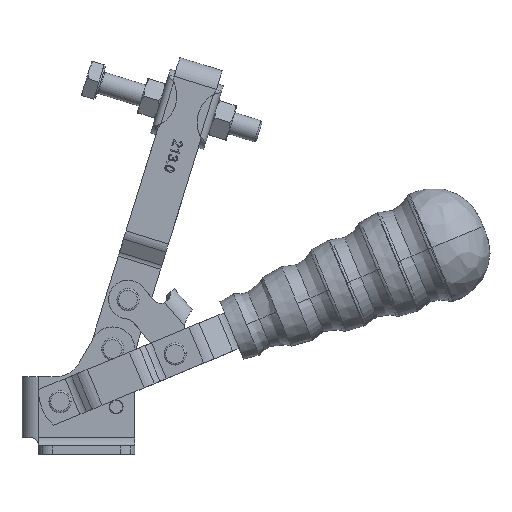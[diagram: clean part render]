
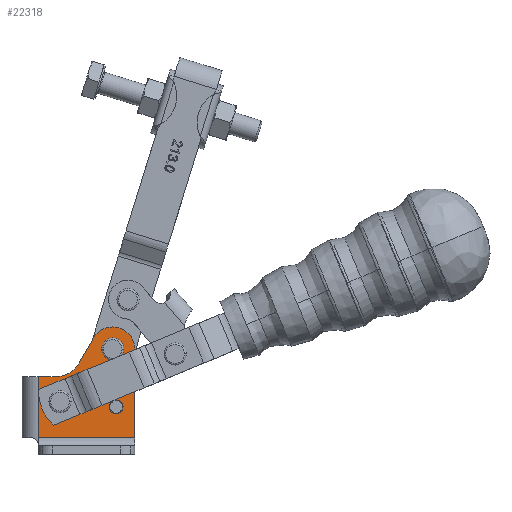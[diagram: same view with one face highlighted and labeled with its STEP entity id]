
A CAD part, top view. The second image highlights one B-rep face of the part: STEP entity #22318.
In plain terms, the highlighted planar face has unit normal (0, 0, 1).
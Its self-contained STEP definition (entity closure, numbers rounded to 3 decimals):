
#4138=CARTESIAN_POINT('',(-1.342,-3.849,3.));
#4139=VERTEX_POINT('',#4138);
#4148=CARTESIAN_POINT('',(2.319,-0.189,3.));
#4149=VERTEX_POINT('',#4148);
#4150=CARTESIAN_POINT('',(-6.342,4.811,3.));
#4151=DIRECTION('',(0.0,0.0,1.));
#4152=DIRECTION('',(0.5,-0.866,0.0));
#4153=AXIS2_PLACEMENT_3D('',#4150,#4151,#4152);
#4154=CIRCLE('',#4153,10.);
#4155=EDGE_CURVE('',#4139,#4149,#4154,.T.);
#5403=CARTESIAN_POINT('',(14.443,8.811,3.));
#5404=VERTEX_POINT('',#5403);
#5429=CARTESIAN_POINT('',(14.443,0.811,3.0));
#5430=VERTEX_POINT('',#5429);
#5437=CARTESIAN_POINT('',(14.443,4.811,3.));
#5438=DIRECTION('',(0.0,0.0,-1.0));
#5439=DIRECTION('',(0.0,1.0,0.0));
#5440=AXIS2_PLACEMENT_3D('',#5437,#5438,#5439);
#5441=CIRCLE('',#5440,4.);
#5442=EDGE_CURVE('',#5404,#5430,#5441,.T.);
#5768=CARTESIAN_POINT('',(13.208,-16.077,3.));
#5769=VERTEX_POINT('',#5768);
#5776=CARTESIAN_POINT('',(18.208,-16.077,3.));
#5777=VERTEX_POINT('',#5776);
#5778=CARTESIAN_POINT('',(15.708,-16.077,3.));
#5779=DIRECTION('',(0.0,0.0,-1.0));
#5780=DIRECTION('',(1.0,0.0,0.0));
#5781=AXIS2_PLACEMENT_3D('',#5778,#5779,#5780);
#5782=CIRCLE('',#5781,2.5);
#5783=EDGE_CURVE('',#5777,#5769,#5782,.T.);
#12681=CARTESIAN_POINT('',(15.708,-16.077,3.));
#12682=DIRECTION('',(0.0,0.0,-1.0));
#12683=DIRECTION('',(1.0,0.0,0.0));
#12684=AXIS2_PLACEMENT_3D('',#12681,#12682,#12683);
#12685=CIRCLE('',#12684,2.5);
#12686=EDGE_CURVE('',#5769,#5777,#12685,.T.);
#13252=CARTESIAN_POINT('',(14.443,4.811,3.));
#13253=DIRECTION('',(0.0,0.0,-1.0));
#13254=DIRECTION('',(0.0,1.0,0.0));
#13255=AXIS2_PLACEMENT_3D('',#13252,#13253,#13254);
#13256=CIRCLE('',#13255,4.);
#13257=EDGE_CURVE('',#5430,#5404,#13256,.T.);
#13450=CARTESIAN_POINT('',(-6.856,-22.718,3.));
#13451=VERTEX_POINT('',#13450);
#13452=CARTESIAN_POINT('',(-12.213,-9.783,3.));
#13453=VERTEX_POINT('',#13452);
#13454=CARTESIAN_POINT('',(3.758,-10.745,3.0));
#13455=DIRECTION('',(0.,0.,-1.));
#13456=DIRECTION('',(-0.998,0.06,0.));
#13457=AXIS2_PLACEMENT_3D('',#13454,#13455,#13456);
#13458=CIRCLE('',#13457,16.0);
#13459=EDGE_CURVE('',#13451,#13453,#13458,.T.);
#13753=CARTESIAN_POINT('',(2.608,-18.797,3.));
#13754=VERTEX_POINT('',#13753);
#13755=CARTESIAN_POINT('',(-2.749,-5.863,3.));
#13756=VERTEX_POINT('',#13755);
#13757=CARTESIAN_POINT('',(2.608,-18.797,3.));
#13758=DIRECTION('',(-0.383,0.924,0.));
#13759=VECTOR('',#13758,14.);
#13760=LINE('',#13757,#13759);
#13761=EDGE_CURVE('',#13754,#13756,#13760,.T.);
#19883=CARTESIAN_POINT('',(-6.342,-5.189,3.));
#19884=VERTEX_POINT('',#19883);
#19891=CARTESIAN_POINT('',(-6.342,4.811,3.));
#19892=DIRECTION('',(0.0,0.0,1.));
#19893=DIRECTION('',(0.5,-0.866,0.0));
#19894=AXIS2_PLACEMENT_3D('',#19891,#19892,#19893);
#19895=CIRCLE('',#19894,10.);
#19896=EDGE_CURVE('',#19884,#4139,#19895,.T.);
#19982=CARTESIAN_POINT('',(-12.307,-5.189,3.));
#19983=VERTEX_POINT('',#19982);
#19991=CARTESIAN_POINT('',(-6.342,-5.189,3.));
#19992=DIRECTION('',(-1.0,0.0,0.0));
#19993=VECTOR('',#19992,5.965);
#19994=LINE('',#19991,#19993);
#19995=EDGE_CURVE('',#19884,#19983,#19994,.T.);
#20085=CARTESIAN_POINT('',(7.515,8.811,3.));
#20086=VERTEX_POINT('',#20085);
#20087=CARTESIAN_POINT('',(7.515,8.811,3.));
#20088=DIRECTION('',(-0.5,-0.866,0.0));
#20089=VECTOR('',#20088,10.392);
#20090=LINE('',#20087,#20089);
#20091=EDGE_CURVE('',#20086,#4149,#20090,.T.);
#20771=CARTESIAN_POINT('',(-12.307,-27.189,3.));
#20772=VERTEX_POINT('',#20771);
#21034=CARTESIAN_POINT('',(22.443,-27.189,3.));
#21035=VERTEX_POINT('',#21034);
#21043=CARTESIAN_POINT('',(-12.307,-27.189,3.));
#21044=DIRECTION('',(1.0,0.0,0.0));
#21045=VECTOR('',#21044,34.75);
#21046=LINE('',#21043,#21045);
#21047=EDGE_CURVE('',#20772,#21035,#21046,.T.);
#22187=CARTESIAN_POINT('',(-12.307,-5.189,3.));
#22188=DIRECTION('',(0.0,-1.0,0.0));
#22189=VECTOR('',#22188,22.0);
#22190=LINE('',#22187,#22189);
#22191=EDGE_CURVE('',#19983,#20772,#22190,.T.);
#22204=CARTESIAN_POINT('',(22.443,4.811,3.));
#22205=VERTEX_POINT('',#22204);
#22206=CARTESIAN_POINT('',(14.443,4.811,3.));
#22207=DIRECTION('',(0.0,0.0,1.0));
#22208=DIRECTION('',(-1.0,0.0,0.0));
#22209=AXIS2_PLACEMENT_3D('',#22206,#22207,#22208);
#22210=CIRCLE('',#22209,8.0);
#22211=EDGE_CURVE('',#22205,#20086,#22210,.T.);
#22274=CARTESIAN_POINT('',(2.073,-8.689,3.));
#22275=DIRECTION('',(0.0,0.0,1.0));
#22276=DIRECTION('',(1.0,0.0,0.0));
#22277=AXIS2_PLACEMENT_3D('',#22274,#22275,#22276);
#22278=PLANE('',#22277);
#22279=ORIENTED_EDGE('',*,*,#21047,.T.);
#22280=CARTESIAN_POINT('',(22.443,4.811,3.));
#22281=DIRECTION('',(0.0,-1.0,0.0));
#22282=VECTOR('',#22281,32.0);
#22283=LINE('',#22280,#22282);
#22284=EDGE_CURVE('',#22205,#21035,#22283,.T.);
#22285=ORIENTED_EDGE('',*,*,#22284,.F.);
#22286=ORIENTED_EDGE('',*,*,#22211,.T.);
#22287=ORIENTED_EDGE('',*,*,#20091,.T.);
#22288=ORIENTED_EDGE('',*,*,#4155,.F.);
#22289=ORIENTED_EDGE('',*,*,#19896,.F.);
#22290=ORIENTED_EDGE('',*,*,#19995,.T.);
#22291=ORIENTED_EDGE('',*,*,#22191,.T.);
#22292=EDGE_LOOP('',(#22279,#22285,#22286,#22287,#22288,#22289,#22290,#22291));
#22293=FACE_OUTER_BOUND('',#22292,.T.);
#22294=ORIENTED_EDGE('',*,*,#5442,.T.);
#22295=ORIENTED_EDGE('',*,*,#13257,.T.);
#22296=EDGE_LOOP('',(#22294,#22295));
#22297=FACE_BOUND('',#22296,.T.);
#22298=CARTESIAN_POINT('',(2.608,-18.797,3.));
#22299=DIRECTION('',(-0.924,-0.383,0.));
#22300=VECTOR('',#22299,10.244);
#22301=LINE('',#22298,#22300);
#22302=EDGE_CURVE('',#13754,#13451,#22301,.T.);
#22303=ORIENTED_EDGE('',*,*,#22302,.T.);
#22304=ORIENTED_EDGE('',*,*,#13459,.T.);
#22305=CARTESIAN_POINT('',(-12.213,-9.783,3.));
#22306=DIRECTION('',(0.924,0.383,0.));
#22307=VECTOR('',#22306,10.244);
#22308=LINE('',#22305,#22307);
#22309=EDGE_CURVE('',#13453,#13756,#22308,.T.);
#22310=ORIENTED_EDGE('',*,*,#22309,.T.);
#22311=ORIENTED_EDGE('',*,*,#13761,.F.);
#22312=EDGE_LOOP('',(#22303,#22304,#22310,#22311));
#22313=FACE_BOUND('',#22312,.T.);
#22314=ORIENTED_EDGE('',*,*,#5783,.T.);
#22315=ORIENTED_EDGE('',*,*,#12686,.T.);
#22316=EDGE_LOOP('',(#22314,#22315));
#22317=FACE_BOUND('',#22316,.T.);
#22318=ADVANCED_FACE('',(#22293,#22297,#22313,#22317),#22278,.T.);
